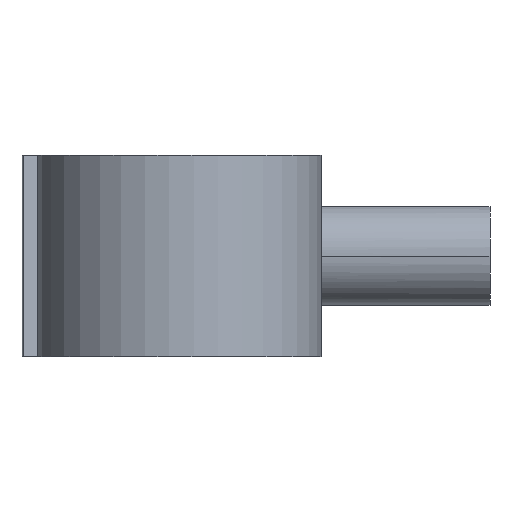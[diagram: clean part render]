
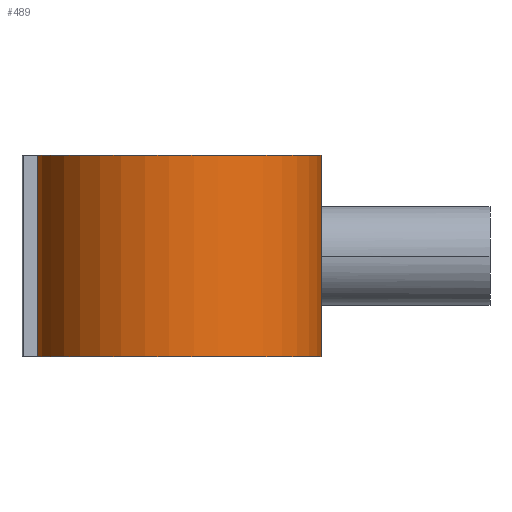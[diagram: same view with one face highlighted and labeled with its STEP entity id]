
A CAD part, front view. The second image highlights one B-rep face of the part: STEP entity #489.
In plain terms, the highlighted cylindrical face has radius 90.667 mm (diameter 181.333 mm), a partial arc.
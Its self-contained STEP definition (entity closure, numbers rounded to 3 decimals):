
#355 = EDGE_CURVE( '', #551, #437, #763, .T. );
#369 = VERTEX_POINT( '', #777 );
#437 = VERTEX_POINT( '', #852 );
#465 = EDGE_CURVE( '', #369, #571, #883, .T. );
#489 = ADVANCED_FACE( '', ( #907 ), #908, .T. );
#513 = EDGE_CURVE( '', #369, #437, #934, .T. );
#517 = EDGE_CURVE( '', #571, #551, #938, .T. );
#551 = VERTEX_POINT( '', #974 );
#571 = VERTEX_POINT( '', #998 );
#763 = LINE( '', #1423, #1424 );
#777 = CARTESIAN_POINT( '', ( -90.157, -9.6, 64. ) );
#852 = CARTESIAN_POINT( '', ( 90.157, 9.6, 64. ) );
#883 = LINE( '', #1597, #1598 );
#907 = FACE_OUTER_BOUND( '', #1714, .T. );
#908 = CYLINDRICAL_SURFACE( '', #1715, 90.667 );
#934 = CIRCLE( '', #1750, 90.667 );
#938 = CIRCLE( '', #1757, 90.667 );
#974 = CARTESIAN_POINT( '', ( 90.157, 9.6, -64. ) );
#998 = CARTESIAN_POINT( '', ( -90.157, -9.6, -64. ) );
#1423 = CARTESIAN_POINT( '', ( 90.157, 9.6, 64. ) );
#1424 = VECTOR( '', #2370, 1. );
#1597 = CARTESIAN_POINT( '', ( -90.157, -9.6, 64. ) );
#1598 = VECTOR( '', #2514, 1. );
#1714 = EDGE_LOOP( '', ( #2523, #2524, #2525, #2526 ) );
#1715 = AXIS2_PLACEMENT_3D( '', #2527, #2528, #2529 );
#1750 = AXIS2_PLACEMENT_3D( '', #2553, #2554, #2555 );
#1757 = AXIS2_PLACEMENT_3D( '', #2557, #2558, #2559 );
#2370 = DIRECTION( '', ( 0., 0., 1. ) );
#2514 = DIRECTION( '', ( 0., 0., -1. ) );
#2523 = ORIENTED_EDGE( '', *, *, #355, .T. );
#2524 = ORIENTED_EDGE( '', *, *, #513, .F. );
#2525 = ORIENTED_EDGE( '', *, *, #465, .T. );
#2526 = ORIENTED_EDGE( '', *, *, #517, .T. );
#2527 = CARTESIAN_POINT( '', ( 0., 0., 64. ) );
#2528 = DIRECTION( '', ( 0., 0., 1. ) );
#2529 = DIRECTION( '', ( -0.994, -0.106, 0. ) );
#2553 = CARTESIAN_POINT( '', ( 0., 0., 64. ) );
#2554 = DIRECTION( '', ( 0., 0., 1. ) );
#2555 = DIRECTION( '', ( -0.994, -0.106, 0. ) );
#2557 = CARTESIAN_POINT( '', ( 0., 0., -64. ) );
#2558 = DIRECTION( '', ( 0., 0., 1. ) );
#2559 = DIRECTION( '', ( -0.994, -0.106, 0. ) );
